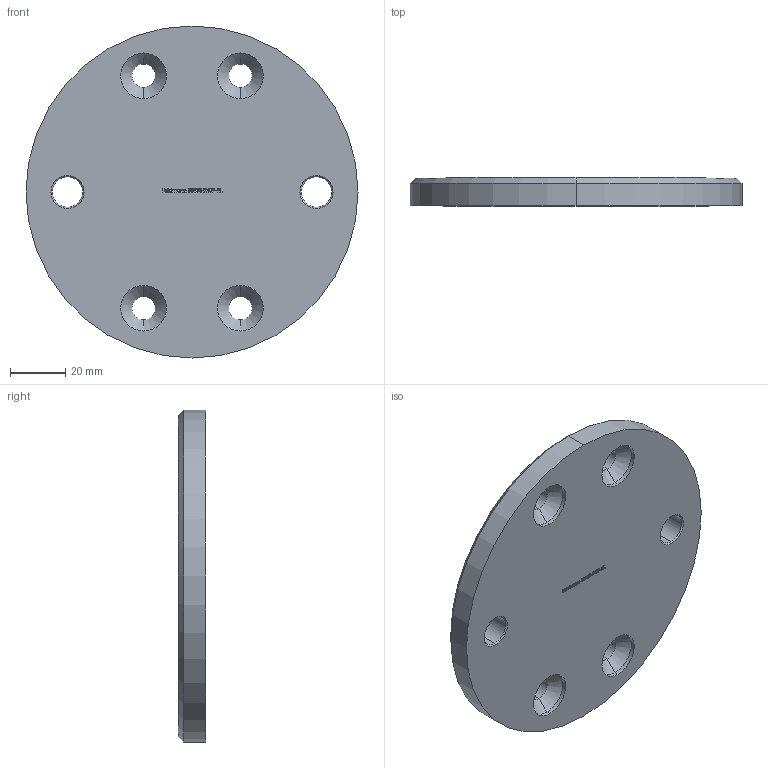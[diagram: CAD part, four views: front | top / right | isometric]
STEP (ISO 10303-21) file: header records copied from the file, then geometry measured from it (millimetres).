
FILE_DESCRIPTION (( 'STEP AP203' ), '1' );
FILE_NAME ('50138-240P-RL.step', '2019-05-03T08:27:41', ( '' ), ( '' ), 'SwSTEP 2.0', 'SolidWorks 2015', '' );
FILE_SCHEMA (( 'CONFIG_CONTROL_DESIGN' ));
Length unit declared in the file: millimetre
Products named in the file (1): 50138-240P-RL
Bounding box: 120 x 10 x 120 mm (x, y, z)
Volume: 106097.7 mm3; surface area: 26823.8 mm2
Topology: 1 solids, 1 shells, 316 faces, 823 edges, 540 vertices
Faces by surface type: plane 154, bspline 122, cylinder 22, cone 18
Entity records: 16430 total; most frequent: CARTESIAN_POINT 9370, ORIENTED_EDGE 1646, DIRECTION 1023, EDGE_CURVE 823, VERTEX_POINT 540, VECTOR 525, LINE 525, EDGE_LOOP 359
